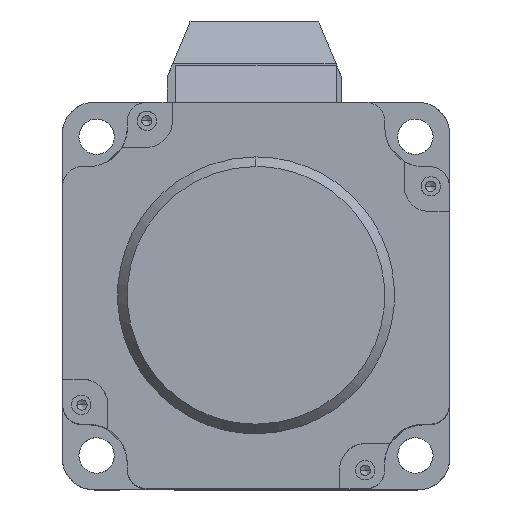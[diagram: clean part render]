
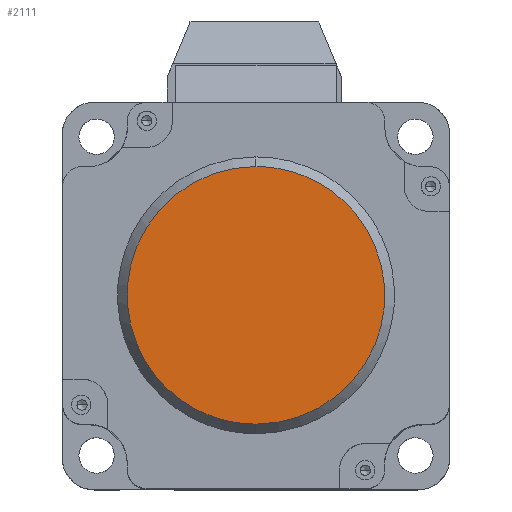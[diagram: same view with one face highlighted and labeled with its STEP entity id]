
A CAD part, top view. The second image highlights one B-rep face of the part: STEP entity #2111.
In plain terms, the highlighted free-form (B-spline) face has degree [1, 1] with [2, 2] control points.
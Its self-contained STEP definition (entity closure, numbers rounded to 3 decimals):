
#1051 =( BOUNDED_CURVE ( )  B_SPLINE_CURVE ( 3, ( #21134, #11854, #13759, #19237 ),
 .UNSPECIFIED., .F., .F. ) 
 B_SPLINE_CURVE_WITH_KNOTS ( ( 4, 4 ),
 ( 0., 3.142 ),
 .UNSPECIFIED. ) 
 CURVE ( )  GEOMETRIC_REPRESENTATION_ITEM ( )  RATIONAL_B_SPLINE_CURVE ( ( 1., 0.333, 0.333, 1. ) ) 
 REPRESENTATION_ITEM ( '' )  );
#1245 = VERTEX_POINT ( 'NONE', #14931 ) ;
#1383 = EDGE_CURVE ( 'NONE', #1866, #1245, #17851, .T. ) ;
#1866 = VERTEX_POINT ( 'NONE', #18773 ) ;
#2111 = ADVANCED_FACE ( 'NONE', ( #7212 ), #6373, .F. ) ;
#4663 = CARTESIAN_POINT ( 'NONE',  ( -4.289, 43.426, 95.522 ) ) ;
#5305 = CARTESIAN_POINT ( 'NONE',  ( -25.106, 44.226, 95.522 ) ) ;
#6373 = B_SPLINE_SURFACE_WITH_KNOTS ( 'NONE', 1, 1, ( 
 ( #5305, #21263 ),
 ( #12563, #17693 ) ),
 .UNSPECIFIED., .F., .F., .F.,
 ( 2, 2 ),
 ( 2, 2 ),
 ( -20.8, 20.8 ),
 ( -20.817, 20.817 ),
 .UNSPECIFIED. ) ;
#6432 = ORIENTED_EDGE ( 'NONE', *, *, #9001, .F. ) ;
#7212 = FACE_OUTER_BOUND ( 'NONE', #11461, .T. ) ;
#9001 = EDGE_CURVE ( 'NONE', #1245, #1866, #1051, .T. ) ;
#10387 = ORIENTED_EDGE ( 'NONE', *, *, #1383, .F. ) ;
#11461 = EDGE_LOOP ( 'NONE', ( #10387, #6432 ) ) ;
#11854 = CARTESIAN_POINT ( 'NONE',  ( -44.289, 43.426, 95.522 ) ) ;
#12563 = CARTESIAN_POINT ( 'NONE',  ( -25.106, 2.626, 95.522 ) ) ;
#13759 = CARTESIAN_POINT ( 'NONE',  ( -44.289, 3.426, 95.522 ) ) ;
#14931 = CARTESIAN_POINT ( 'NONE',  ( -4.289, 43.426, 95.522 ) ) ;
#15644 = CARTESIAN_POINT ( 'NONE',  ( -4.289, 3.426, 95.522 ) ) ;
#17693 = CARTESIAN_POINT ( 'NONE',  ( 16.528, 2.626, 95.522 ) ) ;
#17851 =( BOUNDED_CURVE ( )  B_SPLINE_CURVE ( 3, ( #15644, #22632, #18739, #4663 ),
 .UNSPECIFIED., .F., .F. ) 
 B_SPLINE_CURVE_WITH_KNOTS ( ( 4, 4 ),
 ( 0., 3.142 ),
 .UNSPECIFIED. ) 
 CURVE ( )  GEOMETRIC_REPRESENTATION_ITEM ( )  RATIONAL_B_SPLINE_CURVE ( ( 1., 0.333, 0.333, 1. ) ) 
 REPRESENTATION_ITEM ( '' )  );
#18739 = CARTESIAN_POINT ( 'NONE',  ( 35.711, 43.426, 95.522 ) ) ;
#18773 = CARTESIAN_POINT ( 'NONE',  ( -4.289, 3.426, 95.522 ) ) ;
#19237 = CARTESIAN_POINT ( 'NONE',  ( -4.289, 3.426, 95.522 ) ) ;
#21134 = CARTESIAN_POINT ( 'NONE',  ( -4.289, 43.426, 95.522 ) ) ;
#21263 = CARTESIAN_POINT ( 'NONE',  ( 16.528, 44.226, 95.522 ) ) ;
#22632 = CARTESIAN_POINT ( 'NONE',  ( 35.711, 3.426, 95.522 ) ) ;
